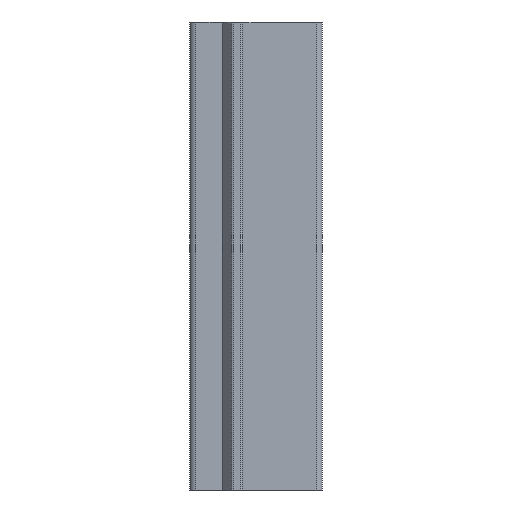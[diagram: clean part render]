
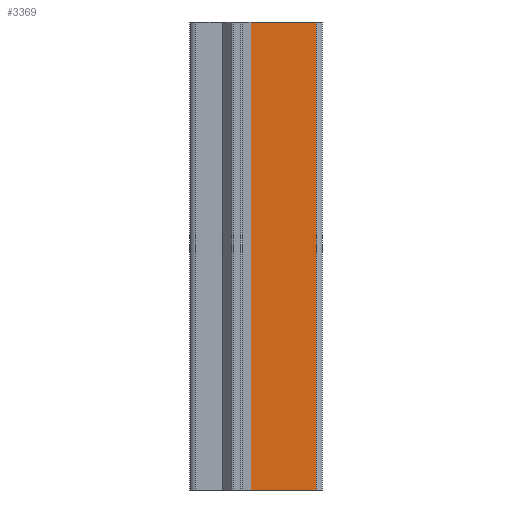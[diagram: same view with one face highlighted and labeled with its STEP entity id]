
A CAD part, front view. The second image highlights one B-rep face of the part: STEP entity #3369.
In plain terms, the highlighted planar face has unit normal (0, -1, 0).
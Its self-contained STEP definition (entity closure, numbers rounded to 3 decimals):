
#45 = PLANE('',#46);
#46 = AXIS2_PLACEMENT_3D('',#47,#48,#49);
#47 = CARTESIAN_POINT('',(-17.5,25.7,0.));
#48 = DIRECTION('',(0.,0.,1.));
#49 = DIRECTION('',(1.,0.,-0.));
#102 = PLANE('',#103);
#103 = AXIS2_PLACEMENT_3D('',#104,#105,#106);
#104 = CARTESIAN_POINT('',(-17.5,25.7,-200.));
#105 = DIRECTION('',(0.,0.,1.));
#106 = DIRECTION('',(1.,0.,-0.));
#3280 = CYLINDRICAL_SURFACE('',#3281,0.2);
#3281 = AXIS2_PLACEMENT_3D('',#3282,#3283,#3284);
#3282 = CARTESIAN_POINT('',(4.45,11.5,-200.));
#3283 = DIRECTION('',(0.,0.,1.));
#3284 = DIRECTION('',(1.,0.,-0.));
#3295 = EDGE_CURVE('',#3296,#3298,#3300,.T.);
#3296 = VERTEX_POINT('',#3297);
#3297 = CARTESIAN_POINT('',(4.45,11.7,-200.));
#3298 = VERTEX_POINT('',#3299);
#3299 = CARTESIAN_POINT('',(4.45,11.7,0.));
#3300 = SURFACE_CURVE('',#3301,(#3305,#3312),.PCURVE_S1.);
#3301 = LINE('',#3302,#3303);
#3302 = CARTESIAN_POINT('',(4.45,11.7,-200.));
#3303 = VECTOR('',#3304,1.);
#3304 = DIRECTION('',(0.,0.,1.));
#3305 = PCURVE('',#3280,#3306);
#3306 = DEFINITIONAL_REPRESENTATION('',(#3307),#3311);
#3307 = LINE('',#3308,#3309);
#3308 = CARTESIAN_POINT('',(1.571,0.));
#3309 = VECTOR('',#3310,1.);
#3310 = DIRECTION('',(0.,1.));
#3311 = ( GEOMETRIC_REPRESENTATION_CONTEXT(2) 
PARAMETRIC_REPRESENTATION_CONTEXT() REPRESENTATION_CONTEXT('2D SPACE',''
  ) );
#3312 = PCURVE('',#3313,#3318);
#3313 = PLANE('',#3314);
#3314 = AXIS2_PLACEMENT_3D('',#3315,#3316,#3317);
#3315 = CARTESIAN_POINT('',(4.45,11.7,-200.));
#3316 = DIRECTION('',(0.,-1.,0.));
#3317 = DIRECTION('',(0.,0.,-1.));
#3318 = DEFINITIONAL_REPRESENTATION('',(#3319),#3323);
#3319 = LINE('',#3320,#3321);
#3320 = CARTESIAN_POINT('',(0.,0.));
#3321 = VECTOR('',#3322,1.);
#3322 = DIRECTION('',(-1.,0.));
#3323 = ( GEOMETRIC_REPRESENTATION_CONTEXT(2) 
PARAMETRIC_REPRESENTATION_CONTEXT() REPRESENTATION_CONTEXT('2D SPACE',''
  ) );
#3369 = ADVANCED_FACE('',(#3370),#3313,.T.);
#3370 = FACE_BOUND('',#3371,.T.);
#3371 = EDGE_LOOP('',(#3372,#3395,#3396,#3419));
#3372 = ORIENTED_EDGE('',*,*,#3373,.F.);
#3373 = EDGE_CURVE('',#3298,#3374,#3376,.T.);
#3374 = VERTEX_POINT('',#3375);
#3375 = CARTESIAN_POINT('',(33.99,11.7,0.));
#3376 = SURFACE_CURVE('',#3377,(#3381,#3388),.PCURVE_S1.);
#3377 = LINE('',#3378,#3379);
#3378 = CARTESIAN_POINT('',(4.45,11.7,0.));
#3379 = VECTOR('',#3380,1.);
#3380 = DIRECTION('',(1.,0.,0.));
#3381 = PCURVE('',#3313,#3382);
#3382 = DEFINITIONAL_REPRESENTATION('',(#3383),#3387);
#3383 = LINE('',#3384,#3385);
#3384 = CARTESIAN_POINT('',(-200.,0.));
#3385 = VECTOR('',#3386,1.);
#3386 = DIRECTION('',(0.,1.));
#3387 = ( GEOMETRIC_REPRESENTATION_CONTEXT(2) 
PARAMETRIC_REPRESENTATION_CONTEXT() REPRESENTATION_CONTEXT('2D SPACE',''
  ) );
#3388 = PCURVE('',#45,#3389);
#3389 = DEFINITIONAL_REPRESENTATION('',(#3390),#3394);
#3390 = LINE('',#3391,#3392);
#3391 = CARTESIAN_POINT('',(21.95,-14.));
#3392 = VECTOR('',#3393,1.);
#3393 = DIRECTION('',(1.,0.));
#3394 = ( GEOMETRIC_REPRESENTATION_CONTEXT(2) 
PARAMETRIC_REPRESENTATION_CONTEXT() REPRESENTATION_CONTEXT('2D SPACE',''
  ) );
#3395 = ORIENTED_EDGE('',*,*,#3295,.F.);
#3396 = ORIENTED_EDGE('',*,*,#3397,.T.);
#3397 = EDGE_CURVE('',#3296,#3398,#3400,.T.);
#3398 = VERTEX_POINT('',#3399);
#3399 = CARTESIAN_POINT('',(33.99,11.7,-200.));
#3400 = SURFACE_CURVE('',#3401,(#3405,#3412),.PCURVE_S1.);
#3401 = LINE('',#3402,#3403);
#3402 = CARTESIAN_POINT('',(4.45,11.7,-200.));
#3403 = VECTOR('',#3404,1.);
#3404 = DIRECTION('',(1.,0.,0.));
#3405 = PCURVE('',#3313,#3406);
#3406 = DEFINITIONAL_REPRESENTATION('',(#3407),#3411);
#3407 = LINE('',#3408,#3409);
#3408 = CARTESIAN_POINT('',(0.,0.));
#3409 = VECTOR('',#3410,1.);
#3410 = DIRECTION('',(0.,1.));
#3411 = ( GEOMETRIC_REPRESENTATION_CONTEXT(2) 
PARAMETRIC_REPRESENTATION_CONTEXT() REPRESENTATION_CONTEXT('2D SPACE',''
  ) );
#3412 = PCURVE('',#102,#3413);
#3413 = DEFINITIONAL_REPRESENTATION('',(#3414),#3418);
#3414 = LINE('',#3415,#3416);
#3415 = CARTESIAN_POINT('',(21.95,-14.));
#3416 = VECTOR('',#3417,1.);
#3417 = DIRECTION('',(1.,0.));
#3418 = ( GEOMETRIC_REPRESENTATION_CONTEXT(2) 
PARAMETRIC_REPRESENTATION_CONTEXT() REPRESENTATION_CONTEXT('2D SPACE',''
  ) );
#3419 = ORIENTED_EDGE('',*,*,#3420,.T.);
#3420 = EDGE_CURVE('',#3398,#3374,#3421,.T.);
#3421 = SURFACE_CURVE('',#3422,(#3426,#3433),.PCURVE_S1.);
#3422 = LINE('',#3423,#3424);
#3423 = CARTESIAN_POINT('',(33.99,11.7,-200.));
#3424 = VECTOR('',#3425,1.);
#3425 = DIRECTION('',(0.,0.,1.));
#3426 = PCURVE('',#3313,#3427);
#3427 = DEFINITIONAL_REPRESENTATION('',(#3428),#3432);
#3428 = LINE('',#3429,#3430);
#3429 = CARTESIAN_POINT('',(0.,29.54));
#3430 = VECTOR('',#3431,1.);
#3431 = DIRECTION('',(-1.,0.));
#3432 = ( GEOMETRIC_REPRESENTATION_CONTEXT(2) 
PARAMETRIC_REPRESENTATION_CONTEXT() REPRESENTATION_CONTEXT('2D SPACE',''
  ) );
#3433 = PCURVE('',#3434,#3439);
#3434 = CYLINDRICAL_SURFACE('',#3435,2.5);
#3435 = AXIS2_PLACEMENT_3D('',#3436,#3437,#3438);
#3436 = CARTESIAN_POINT('',(33.99,14.2,-200.));
#3437 = DIRECTION('',(0.,0.,1.));
#3438 = DIRECTION('',(1.,0.,-0.));
#3439 = DEFINITIONAL_REPRESENTATION('',(#3440),#3444);
#3440 = LINE('',#3441,#3442);
#3441 = CARTESIAN_POINT('',(4.712,0.));
#3442 = VECTOR('',#3443,1.);
#3443 = DIRECTION('',(0.,1.));
#3444 = ( GEOMETRIC_REPRESENTATION_CONTEXT(2) 
PARAMETRIC_REPRESENTATION_CONTEXT() REPRESENTATION_CONTEXT('2D SPACE',''
  ) );
